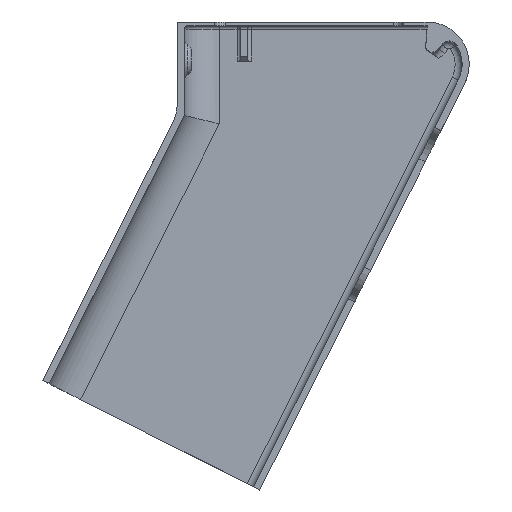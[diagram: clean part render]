
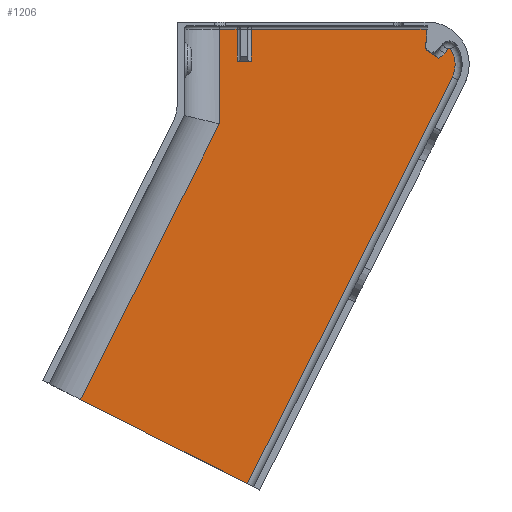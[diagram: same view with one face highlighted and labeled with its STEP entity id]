
A CAD part, top view. The second image highlights one B-rep face of the part: STEP entity #1206.
In plain terms, the highlighted planar face has unit normal (0, 0, 1).
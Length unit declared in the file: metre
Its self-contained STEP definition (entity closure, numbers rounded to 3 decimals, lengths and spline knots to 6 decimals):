
#63=B_SPLINE_CURVE_WITH_KNOTS('',3,(#2151,#2152,#2153,#2154,#2155,#2156,
#2157,#2158),.UNSPECIFIED.,.F.,.F.,(4,3,1,4),(-0.275368,0.,0.617384,
1.),.UNSPECIFIED.);
#89=LINE('',#1875,#197);
#90=LINE('',#1877,#198);
#91=LINE('',#1881,#199);
#93=LINE('',#2014,#201);
#102=LINE('',#2059,#210);
#107=LINE('',#2086,#215);
#111=LINE('',#2100,#219);
#121=LINE('',#2142,#229);
#122=LINE('',#2144,#230);
#123=LINE('',#2146,#231);
#124=LINE('',#2148,#232);
#125=LINE('',#2150,#233);
#197=VECTOR('',#1478,1.);
#198=VECTOR('',#1481,1.);
#199=VECTOR('',#1486,1.);
#201=VECTOR('',#1504,1.);
#210=VECTOR('',#1543,1.);
#215=VECTOR('',#1574,1.);
#219=VECTOR('',#1592,1.);
#229=VECTOR('',#1636,1.);
#230=VECTOR('',#1637,1.);
#231=VECTOR('',#1640,1.);
#232=VECTOR('',#1641,1.);
#233=VECTOR('',#1642,1.);
#461=ORIENTED_EDGE('',*,*,#694,.F.);
#462=ORIENTED_EDGE('',*,*,#692,.T.);
#463=ORIENTED_EDGE('',*,*,#742,.T.);
#464=ORIENTED_EDGE('',*,*,#722,.F.);
#465=ORIENTED_EDGE('',*,*,#764,.F.);
#466=ORIENTED_EDGE('',*,*,#763,.F.);
#467=ORIENTED_EDGE('',*,*,#765,.T.);
#468=ORIENTED_EDGE('',*,*,#766,.T.);
#469=ORIENTED_EDGE('',*,*,#767,.T.);
#470=ORIENTED_EDGE('',*,*,#759,.T.);
#471=ORIENTED_EDGE('',*,*,#701,.T.);
#472=ORIENTED_EDGE('',*,*,#704,.T.);
#473=ORIENTED_EDGE('',*,*,#707,.T.);
#474=ORIENTED_EDGE('',*,*,#768,.T.);
#475=ORIENTED_EDGE('',*,*,#735,.T.);
#476=ORIENTED_EDGE('',*,*,#691,.T.);
#691=EDGE_CURVE('',#853,#859,#89,.T.);
#692=EDGE_CURVE('',#860,#857,#90,.T.);
#694=EDGE_CURVE('',#860,#859,#91,.T.);
#701=EDGE_CURVE('',#864,#867,#961,.T.);
#704=EDGE_CURVE('',#867,#869,#93,.T.);
#707=EDGE_CURVE('',#869,#871,#964,.T.);
#722=EDGE_CURVE('',#883,#884,#102,.T.);
#735=EDGE_CURVE('',#892,#853,#107,.T.);
#742=EDGE_CURVE('',#857,#884,#111,.T.);
#759=EDGE_CURVE('',#905,#864,#988,.T.);
#763=EDGE_CURVE('',#909,#910,#121,.T.);
#764=EDGE_CURVE('',#910,#883,#122,.T.);
#765=EDGE_CURVE('',#909,#911,#123,.T.);
#766=EDGE_CURVE('',#911,#912,#124,.T.);
#767=EDGE_CURVE('',#912,#905,#125,.T.);
#768=EDGE_CURVE('',#871,#892,#63,.T.);
#853=VERTEX_POINT('',#1854);
#857=VERTEX_POINT('',#1868);
#859=VERTEX_POINT('',#1874);
#860=VERTEX_POINT('',#1878);
#864=VERTEX_POINT('',#2002);
#867=VERTEX_POINT('',#2007);
#869=VERTEX_POINT('',#2013);
#871=VERTEX_POINT('',#2026);
#883=VERTEX_POINT('',#2060);
#884=VERTEX_POINT('',#2061);
#892=VERTEX_POINT('',#2087);
#905=VERTEX_POINT('',#2131);
#909=VERTEX_POINT('',#2141);
#910=VERTEX_POINT('',#2143);
#911=VERTEX_POINT('',#2147);
#912=VERTEX_POINT('',#2149);
#961=CIRCLE('',#1291,0.0005);
#964=CIRCLE('',#1296,0.0045);
#988=CIRCLE('',#1343,0.008);
#1037=EDGE_LOOP('',(#461,#462,#463,#464,#465,#466,#467,#468,#469,#470,#471,
#472,#473,#474,#475,#476));
#1108=FACE_BOUND('',#1037,.T.);
#1147=PLANE('',#1346);
#1206=ADVANCED_FACE('',(#1108),#1147,.F.);
#1291=AXIS2_PLACEMENT_3D('',#2008,#1497,#1498);
#1296=AXIS2_PLACEMENT_3D('',#2027,#1509,#1510);
#1343=AXIS2_PLACEMENT_3D('',#2134,#1628,#1629);
#1346=AXIS2_PLACEMENT_3D('',#2145,#1638,#1639);
#1478=DIRECTION('',(0.,-1.,0.));
#1481=DIRECTION('',(0.,1.,0.));
#1486=DIRECTION('',(1.,0.,0.));
#1497=DIRECTION('',(0.,0.,1.));
#1498=DIRECTION('',(-1.,0.,0.));
#1504=DIRECTION('',(-0.594,-0.805,0.));
#1509=DIRECTION('',(0.,0.,-1.));
#1510=DIRECTION('',(-1.,0.,0.));
#1543=DIRECTION('',(0.,1.,0.));
#1574=DIRECTION('',(-1.,0.,0.));
#1592=DIRECTION('',(-1.,0.,0.));
#1628=DIRECTION('',(0.,0.,1.));
#1629=DIRECTION('',(-1.,0.,0.));
#1636=DIRECTION('',(0.45,0.893,0.));
#1637=DIRECTION('',(0.45,0.893,0.));
#1638=DIRECTION('',(0.,0.,-1.));
#1639=DIRECTION('',(-1.,0.,0.));
#1640=DIRECTION('',(0.893,-0.45,0.));
#1641=DIRECTION('',(0.45,0.893,0.));
#1642=DIRECTION('',(0.45,0.893,0.));
#1854=CARTESIAN_POINT('',(-0.0165,0.00255,-0.0705));
#1868=CARTESIAN_POINT('',(-0.0205,0.00255,-0.0705));
#1874=CARTESIAN_POINT('',(-0.0165,-0.00645,-0.0705));
#1875=CARTESIAN_POINT('',(-0.0165,-0.00645,-0.0705));
#1877=CARTESIAN_POINT('',(-0.0205,0.00255,-0.0705));
#1878=CARTESIAN_POINT('',(-0.0205,-0.00645,-0.0705));
#1881=CARTESIAN_POINT('',(0.,-0.00645,-0.0705));
#2002=CARTESIAN_POINT('',(0.04025,-0.003066,-0.0705));
#2007=CARTESIAN_POINT('',(0.039429,-0.003043,-0.0705));
#2008=CARTESIAN_POINT('',(0.039832,-0.00334,-0.0705));
#2013=CARTESIAN_POINT('',(0.038558,-0.004223,-0.0705));
#2014=CARTESIAN_POINT('',(0.038558,-0.004223,-0.0705));
#2026=CARTESIAN_POINT('',(0.036865,-0.005618,-0.0705));
#2027=CARTESIAN_POINT('',(0.034938,-0.001551,-0.0705));
#2059=CARTESIAN_POINT('',(-0.0255,-0.00645,-0.0705));
#2060=CARTESIAN_POINT('',(-0.0255,-0.024303,-0.0705));
#2061=CARTESIAN_POINT('',(-0.0255,0.00255,-0.0705));
#2086=CARTESIAN_POINT('',(0.0475,0.00255,-0.0705));
#2087=CARTESIAN_POINT('',(0.033558,0.00255,-0.0705));
#2100=CARTESIAN_POINT('',(0.0475,0.00255,-0.0705));
#2131=CARTESIAN_POINT('',(0.040702,-0.011051,-0.0705));
#2134=CARTESIAN_POINT('',(0.033558,-0.00745,-0.0705));
#2141=CARTESIAN_POINT('',(-0.06504,-0.102755,-0.0705));
#2142=CARTESIAN_POINT('',(-0.06504,-0.102755,-0.0705));
#2143=CARTESIAN_POINT('',(-0.038036,-0.049176,-0.0705));
#2144=CARTESIAN_POINT('',(-0.010567,0.005326,-0.0705));
#2145=CARTESIAN_POINT('',(0.0475,-0.00645,-0.0705));
#2146=CARTESIAN_POINT('',(-0.014003,-0.128478,-0.0705));
#2147=CARTESIAN_POINT('',(-0.017575,-0.126678,-0.0705));
#2148=CARTESIAN_POINT('',(-0.017575,-0.126678,-0.0705));
#2149=CARTESIAN_POINT('',(0.009429,-0.073099,-0.0705));
#2150=CARTESIAN_POINT('',(0.043928,-0.00465,-0.0705));
#2151=CARTESIAN_POINT('',(0.036865,-0.005618,-0.0705));
#2152=CARTESIAN_POINT('',(0.035989,-0.005062,-0.0705));
#2153=CARTESIAN_POINT('',(0.035113,-0.004506,-0.0705));
#2154=CARTESIAN_POINT('',(0.034237,-0.003951,-0.0705));
#2155=CARTESIAN_POINT('',(0.032273,-0.002705,-0.0705));
#2156=CARTESIAN_POINT('',(0.034333,-0.000531,-0.0705));
#2157=CARTESIAN_POINT('',(0.033069,0.001697,-0.0705));
#2158=CARTESIAN_POINT('',(0.033558,0.00255,-0.0705));
